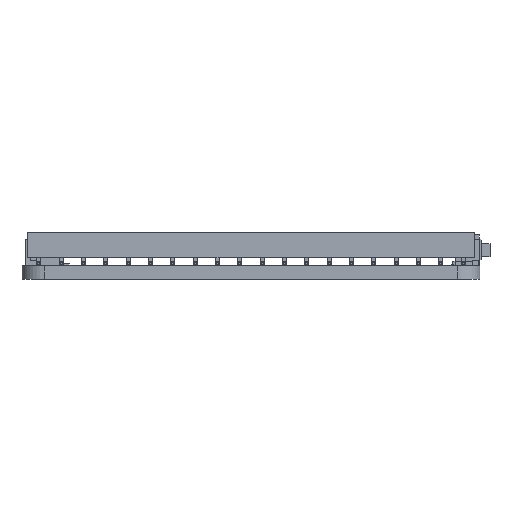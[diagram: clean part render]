
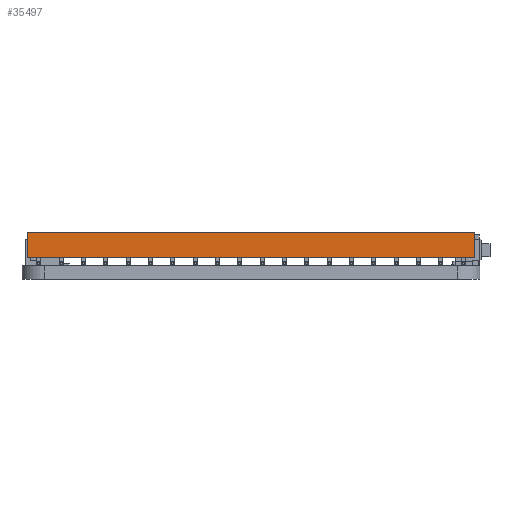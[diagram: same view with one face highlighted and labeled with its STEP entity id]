
A CAD part, front view. The second image highlights one B-rep face of the part: STEP entity #35497.
In plain terms, the highlighted planar face has unit normal (0, -1, 0).
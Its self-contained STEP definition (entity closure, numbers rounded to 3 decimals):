
#1137=PLANE('',#38053);
#3095=FACE_OUTER_BOUND('',#5581,.T.);
#5581=EDGE_LOOP('',(#27966,#27967,#27968,#27969));
#8449=LINE('',#52756,#12851);
#8457=LINE('',#52771,#12859);
#8458=LINE('',#52773,#12860);
#8459=LINE('',#52774,#12861);
#12851=VECTOR('',#43095,10.);
#12859=VECTOR('',#43107,10.);
#12860=VECTOR('',#43110,10.);
#12861=VECTOR('',#43111,10.);
#17504=VERTEX_POINT('',#52752);
#17506=VERTEX_POINT('',#52755);
#17510=VERTEX_POINT('',#52767);
#17511=VERTEX_POINT('',#52769);
#21231=EDGE_CURVE('',#17504,#17506,#8449,.T.);
#21239=EDGE_CURVE('',#17510,#17511,#8457,.T.);
#21240=EDGE_CURVE('',#17510,#17504,#8458,.T.);
#21241=EDGE_CURVE('',#17506,#17511,#8459,.T.);
#27966=ORIENTED_EDGE('',*,*,#21240,.F.);
#27967=ORIENTED_EDGE('',*,*,#21239,.T.);
#27968=ORIENTED_EDGE('',*,*,#21241,.F.);
#27969=ORIENTED_EDGE('',*,*,#21231,.F.);
#35497=ADVANCED_FACE('',(#3095),#1137,.T.);
#38053=AXIS2_PLACEMENT_3D('',#52772,#43108,#43109);
#43095=DIRECTION('',(1.,0.,0.));
#43107=DIRECTION('',(1.,0.,0.));
#43108=DIRECTION('center_axis',(0.,-1.,0.));
#43109=DIRECTION('ref_axis',(0.,0.,-1.));
#43110=DIRECTION('',(0.,0.,1.));
#43111=DIRECTION('',(0.,0.,-1.));
#52752=CARTESIAN_POINT('',(-1.27,-3.81,3.8));
#52755=CARTESIAN_POINT('',(49.53,-3.81,3.8));
#52756=CARTESIAN_POINT('',(-1.27,-3.81,3.8));
#52767=CARTESIAN_POINT('',(-1.27,-3.81,0.92));
#52769=CARTESIAN_POINT('',(49.53,-3.81,0.92));
#52771=CARTESIAN_POINT('',(-1.27,-3.81,0.92));
#52772=CARTESIAN_POINT('Origin',(-1.27,-3.81,3.8));
#52773=CARTESIAN_POINT('',(-1.27,-3.81,0.92));
#52774=CARTESIAN_POINT('',(49.53,-3.81,0.92));
